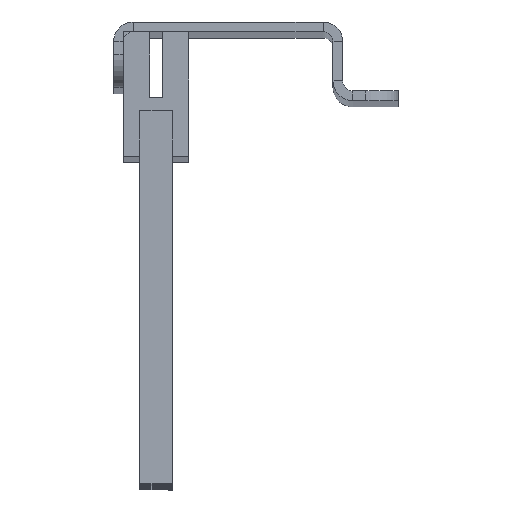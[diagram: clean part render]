
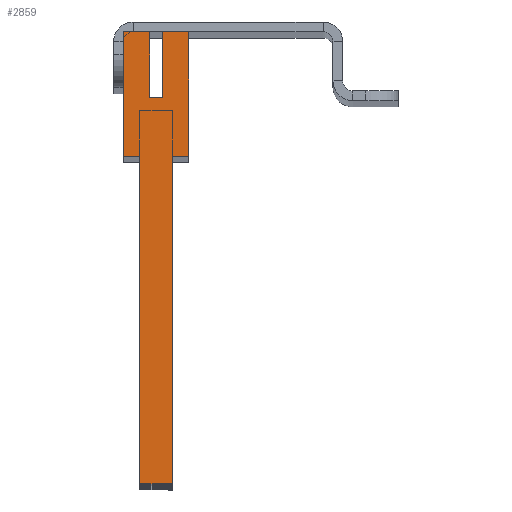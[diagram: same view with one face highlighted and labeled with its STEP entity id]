
A CAD part, top view. The second image highlights one B-rep face of the part: STEP entity #2859.
In plain terms, the highlighted planar face has unit normal (0, 0, 1).
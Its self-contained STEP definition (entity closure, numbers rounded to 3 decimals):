
#243 = CARTESIAN_POINT ( 'NONE',  ( 19., -5., 542. ) ) ;
#479 = DIRECTION ( 'NONE',  ( 0., 0., 1. ) ) ;
#651 = LINE ( 'NONE', #816, #15471 ) ;
#816 = CARTESIAN_POINT ( 'NONE',  ( 0., -5., 542. ) ) ;
#1563 = CARTESIAN_POINT ( 'NONE',  ( 10., -1., 542. ) ) ;
#1574 = CARTESIAN_POINT ( 'NONE',  ( 10., 1., 542. ) ) ;
#1870 = ORIENTED_EDGE ( 'NONE', *, *, #21801, .F. ) ;
#2110 = EDGE_LOOP ( 'NONE', ( #19503, #20336, #7365, #4997, #21507, #25359, #2781, #28942, #7957, #12101, #25233, #1870 ) ) ;
#2554 = CARTESIAN_POINT ( 'NONE',  ( 19., 5., 542. ) ) ;
#2565 = LINE ( 'NONE', #12529, #11717 ) ;
#2781 = ORIENTED_EDGE ( 'NONE', *, *, #21874, .T. ) ;
#2859 = ADVANCED_FACE ( 'NONE', ( #22956 ), #18180, .T. ) ;
#2912 = VERTEX_POINT ( 'NONE', #13896 ) ;
#3038 = LINE ( 'NONE', #10085, #25735 ) ;
#3311 = LINE ( 'NONE', #23338, #23510 ) ;
#3539 = VECTOR ( 'NONE', #19420, 1000. ) ;
#3811 = VERTEX_POINT ( 'NONE', #32154 ) ;
#4026 = EDGE_CURVE ( 'NONE', #3811, #28123, #651, .T. ) ;
#4027 = LINE ( 'NONE', #31268, #8703 ) ;
#4510 = CARTESIAN_POINT ( 'NONE',  ( 0., -1., 542. ) ) ;
#4886 = DIRECTION ( 'NONE',  ( -1., 0., 0. ) ) ;
#4997 = ORIENTED_EDGE ( 'NONE', *, *, #14306, .T. ) ;
#5325 = VERTEX_POINT ( 'NONE', #25861 ) ;
#5479 = CARTESIAN_POINT ( 'NONE',  ( 69., -2.5, 542. ) ) ;
#5602 = EDGE_CURVE ( 'NONE', #11363, #2912, #14707, .T. ) ;
#6438 = EDGE_CURVE ( 'NONE', #5325, #3811, #14635, .T. ) ;
#6773 = CARTESIAN_POINT ( 'NONE',  ( 69., -2.5, 542. ) ) ;
#6876 = DIRECTION ( 'NONE',  ( 0., 1., 0. ) ) ;
#7365 = ORIENTED_EDGE ( 'NONE', *, *, #5602, .T. ) ;
#7404 = VECTOR ( 'NONE', #27134, 1000. ) ;
#7957 = ORIENTED_EDGE ( 'NONE', *, *, #4026, .T. ) ;
#8695 = VERTEX_POINT ( 'NONE', #1563 ) ;
#8703 = VECTOR ( 'NONE', #18940, 1000. ) ;
#8887 = VECTOR ( 'NONE', #31596, 1000. ) ;
#9247 = DIRECTION ( 'NONE',  ( 0., -1., 0. ) ) ;
#9633 = VERTEX_POINT ( 'NONE', #11432 ) ;
#9644 = CARTESIAN_POINT ( 'NONE',  ( 10., 1., 542. ) ) ;
#9905 = LINE ( 'NONE', #32393, #3539 ) ;
#10068 = LINE ( 'NONE', #4510, #20286 ) ;
#10085 = CARTESIAN_POINT ( 'NONE',  ( 69., 2.5, 542. ) ) ;
#10250 = VECTOR ( 'NONE', #9247, 1000. ) ;
#10476 = DIRECTION ( 'NONE',  ( 1., 0., 0. ) ) ;
#10735 = VERTEX_POINT ( 'NONE', #16207 ) ;
#11329 = DIRECTION ( 'NONE',  ( 0., -1., 0. ) ) ;
#11363 = VERTEX_POINT ( 'NONE', #2554 ) ;
#11432 = CARTESIAN_POINT ( 'NONE',  ( 69., 2.5, 542. ) ) ;
#11717 = VECTOR ( 'NONE', #25355, 1000. ) ;
#12101 = ORIENTED_EDGE ( 'NONE', *, *, #20507, .T. ) ;
#12529 = CARTESIAN_POINT ( 'NONE',  ( 0., 1., 542. ) ) ;
#12581 = EDGE_CURVE ( 'NONE', #13667, #14924, #2565, .T. ) ;
#12919 = CARTESIAN_POINT ( 'NONE',  ( 0., 0., 542. ) ) ;
#13015 = DIRECTION ( 'NONE',  ( -1., 0., 0. ) ) ;
#13667 = VERTEX_POINT ( 'NONE', #24714 ) ;
#13896 = CARTESIAN_POINT ( 'NONE',  ( 0., 5., 542. ) ) ;
#14306 = EDGE_CURVE ( 'NONE', #2912, #13667, #3311, .T. ) ;
#14635 = LINE ( 'NONE', #24673, #10250 ) ;
#14707 = LINE ( 'NONE', #17334, #16466 ) ;
#14924 = VERTEX_POINT ( 'NONE', #9644 ) ;
#15471 = VECTOR ( 'NONE', #15882, 1000. ) ;
#15882 = DIRECTION ( 'NONE',  ( 1., 0., 0. ) ) ;
#16207 = CARTESIAN_POINT ( 'NONE',  ( 19., 2.5, 542. ) ) ;
#16466 = VECTOR ( 'NONE', #4886, 1000. ) ;
#16506 = EDGE_CURVE ( 'NONE', #28079, #26050, #32199, .T. ) ;
#16568 = CARTESIAN_POINT ( 'NONE',  ( 19., 5., 542. ) ) ;
#16961 = DIRECTION ( 'NONE',  ( -1., 0., 0. ) ) ;
#17334 = CARTESIAN_POINT ( 'NONE',  ( 0., 5., 542. ) ) ;
#18180 = PLANE ( 'NONE',  #28492 ) ;
#18580 = CARTESIAN_POINT ( 'NONE',  ( 19., -2.5, 542. ) ) ;
#18940 = DIRECTION ( 'NONE',  ( 0., 1., 0. ) ) ;
#19420 = DIRECTION ( 'NONE',  ( 0., -1., 0. ) ) ;
#19503 = ORIENTED_EDGE ( 'NONE', *, *, #29747, .T. ) ;
#20286 = VECTOR ( 'NONE', #16961, 1000. ) ;
#20336 = ORIENTED_EDGE ( 'NONE', *, *, #26599, .T. ) ;
#20507 = EDGE_CURVE ( 'NONE', #28123, #26050, #4027, .T. ) ;
#21507 = ORIENTED_EDGE ( 'NONE', *, *, #12581, .T. ) ;
#21801 = EDGE_CURVE ( 'NONE', #9633, #28079, #9905, .T. ) ;
#21874 = EDGE_CURVE ( 'NONE', #8695, #5325, #10068, .T. ) ;
#22956 = FACE_OUTER_BOUND ( 'NONE', #2110, .T. ) ;
#23338 = CARTESIAN_POINT ( 'NONE',  ( 0., 5., 542. ) ) ;
#23510 = VECTOR ( 'NONE', #11329, 1000. ) ;
#23586 = VECTOR ( 'NONE', #6876, 1000. ) ;
#23806 = LINE ( 'NONE', #16568, #23586 ) ;
#24673 = CARTESIAN_POINT ( 'NONE',  ( 0., -5., 542. ) ) ;
#24714 = CARTESIAN_POINT ( 'NONE',  ( 0., 1., 542. ) ) ;
#25233 = ORIENTED_EDGE ( 'NONE', *, *, #16506, .F. ) ;
#25355 = DIRECTION ( 'NONE',  ( 1., 0., 0. ) ) ;
#25359 = ORIENTED_EDGE ( 'NONE', *, *, #25740, .T. ) ;
#25735 = VECTOR ( 'NONE', #13015, 1000. ) ;
#25740 = EDGE_CURVE ( 'NONE', #14924, #8695, #26996, .T. ) ;
#25861 = CARTESIAN_POINT ( 'NONE',  ( 0., -1., 542. ) ) ;
#26050 = VERTEX_POINT ( 'NONE', #18580 ) ;
#26599 = EDGE_CURVE ( 'NONE', #10735, #11363, #23806, .T. ) ;
#26996 = LINE ( 'NONE', #1574, #8887 ) ;
#27134 = DIRECTION ( 'NONE',  ( -1., 0., 0. ) ) ;
#28079 = VERTEX_POINT ( 'NONE', #5479 ) ;
#28123 = VERTEX_POINT ( 'NONE', #243 ) ;
#28492 = AXIS2_PLACEMENT_3D ( 'NONE', #12919, #479, #10476 ) ;
#28942 = ORIENTED_EDGE ( 'NONE', *, *, #6438, .T. ) ;
#29747 = EDGE_CURVE ( 'NONE', #9633, #10735, #3038, .T. ) ;
#31268 = CARTESIAN_POINT ( 'NONE',  ( 19., -5., 542. ) ) ;
#31596 = DIRECTION ( 'NONE',  ( 0., -1., 0. ) ) ;
#32154 = CARTESIAN_POINT ( 'NONE',  ( 0., -5., 542. ) ) ;
#32199 = LINE ( 'NONE', #6773, #7404 ) ;
#32393 = CARTESIAN_POINT ( 'NONE',  ( 69., 2.5, 542. ) ) ;
